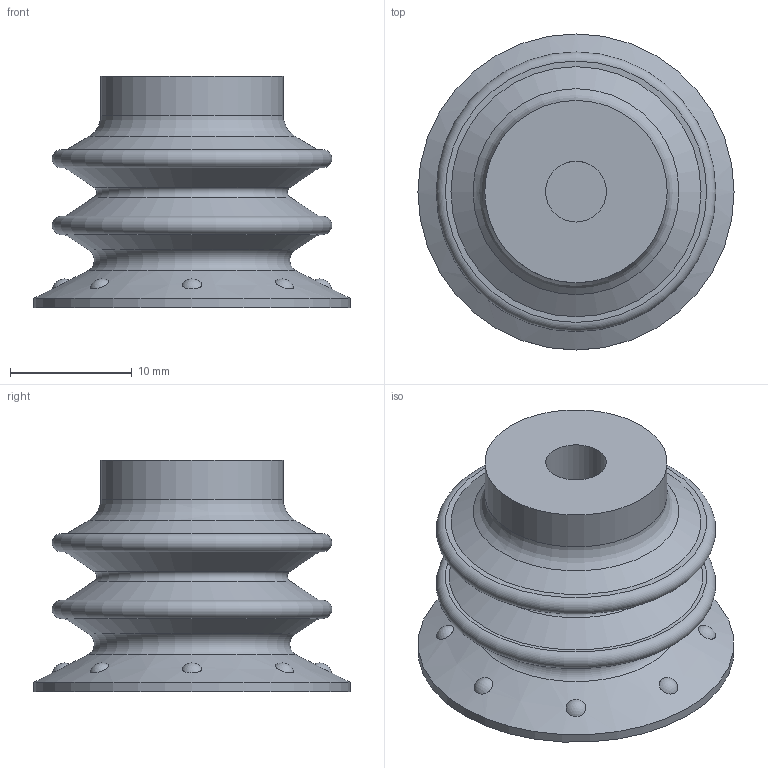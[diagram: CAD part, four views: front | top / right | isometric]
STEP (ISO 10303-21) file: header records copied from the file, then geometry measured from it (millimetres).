
FILE_DESCRIPTION( ( '' ), '1' );
FILE_NAME( '0110115.stp', '2004-03-30T08:48:27', ( 'Andreas Norlén' ), ( 'PIAB AB' ), 'XStep 1.0', 'Solid Edge V14', ' ' );
FILE_SCHEMA( ( 'CONFIG_CONTROL_DESIGN' ) );
Length unit declared in the file: millimetre
Products named in the file (1): 0109311
Bounding box: 26 x 26 x 19 mm (x, y, z)
Volume: 2553.4 mm3; surface area: 4287.9 mm2
Topology: 1 solids, 1 shells, 62 faces, 132 edges, 85 vertices
Faces by surface type: plane 24, torus 15, cone 10, sphere 8, cylinder 5
Full cylindrical faces by diameter (mm): 5 x1, 8 x1, 11.5 x1, 15 x1, 26 x1
Entity records: 1785 total; most frequent: CARTESIAN_POINT 519, DIRECTION 262, ORIENTED_EDGE 200, AXIS2_PLACEMENT_3D 115, EDGE_LOOP 102, EDGE_CURVE 100, VERTEX_POINT 80, FACE_OUTER_BOUND 78
